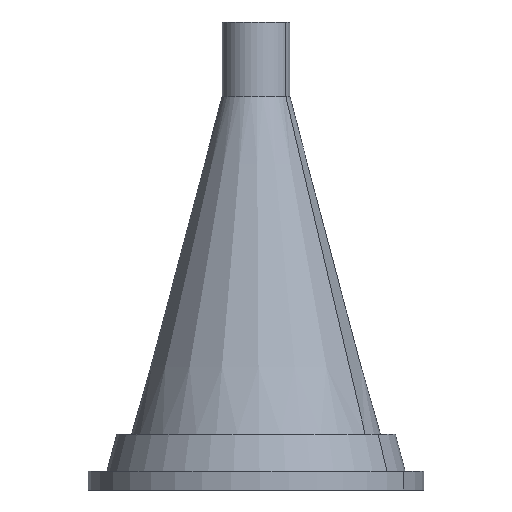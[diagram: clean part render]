
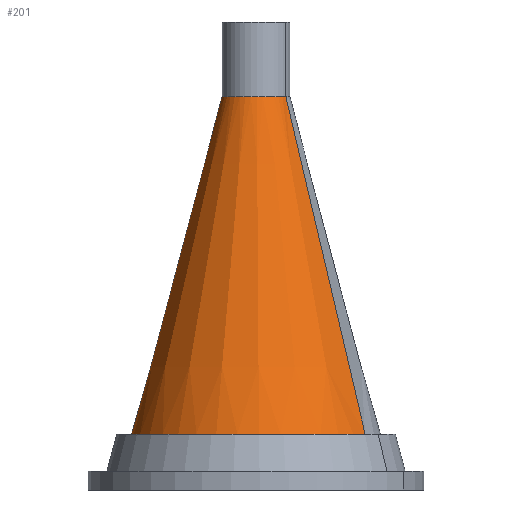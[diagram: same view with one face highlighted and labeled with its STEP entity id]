
A CAD part, left-side view. The second image highlights one B-rep face of the part: STEP entity #201.
In plain terms, the highlighted conical face has half-angle 15 degrees and reference radius 5.779 mm.
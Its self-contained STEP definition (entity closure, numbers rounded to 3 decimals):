
#145=CARTESIAN_POINT('Axis2P3D Location',(0.,0.,63.749)) ;
#154=CARTESIAN_POINT('Vertex',(10.144,18.568,6.35)) ;
#156=CARTESIAN_POINT('Vertex',(-10.144,-18.568,6.35)) ;
#159=CARTESIAN_POINT('Line Origine',(6.457,11.82,35.05)) ;
#163=CARTESIAN_POINT('Vertex',(2.77,5.071,63.749)) ;
#170=CARTESIAN_POINT('Vertex',(-2.77,-5.071,63.749)) ;
#173=CARTESIAN_POINT('Line Origine',(-6.457,-11.82,35.05)) ;
#185=CARTESIAN_POINT('Axis2P3D Location',(0.,0.,6.35)) ;
#190=CARTESIAN_POINT('Axis2P3D Location',(0.,0.,63.749)) ;
#161=VECTOR('Line Direction',#160,1.) ;
#175=VECTOR('Line Direction',#174,1.) ;
#146=DIRECTION('Axis2P3D Direction',(0.,0.,-1.)) ;
#147=DIRECTION('Axis2P3D XDirection',(0.479,0.878,0.)) ;
#160=DIRECTION('Vector Direction',(0.124,0.227,-0.966)) ;
#174=DIRECTION('Vector Direction',(-0.124,-0.227,-0.966)) ;
#186=DIRECTION('Axis2P3D Direction',(0.,0.,-1.)) ;
#191=DIRECTION('Axis2P3D Direction',(0.,0.,-1.)) ;
#148=AXIS2_PLACEMENT_3D('Cone Axis2P3D',#145,#146,#147) ;
#187=AXIS2_PLACEMENT_3D('Circle Axis2P3D',#185,#186,$) ;
#192=AXIS2_PLACEMENT_3D('Circle Axis2P3D',#190,#191,$) ;
#162=LINE('Line',#159,#161) ;
#176=LINE('Line',#173,#175) ;
#188=CIRCLE('generated circle',#187,21.159) ;
#193=CIRCLE('generated circle',#192,5.779) ;
#149=CONICAL_SURFACE('Cone',#148,5.779,0.262) ;
#165=EDGE_CURVE('',#155,#164,#162,.F.) ;
#177=EDGE_CURVE('',#157,#171,#176,.F.) ;
#189=EDGE_CURVE('',#157,#155,#188,.T.) ;
#194=EDGE_CURVE('',#171,#164,#193,.T.) ;
#196=ORIENTED_EDGE('',*,*,#189,.F.) ;
#197=ORIENTED_EDGE('',*,*,#177,.T.) ;
#198=ORIENTED_EDGE('',*,*,#194,.T.) ;
#199=ORIENTED_EDGE('',*,*,#165,.F.) ;
#195=EDGE_LOOP('',(#196,#197,#198,#199)) ;
#155=VERTEX_POINT('',#154) ;
#157=VERTEX_POINT('',#156) ;
#164=VERTEX_POINT('',#163) ;
#171=VERTEX_POINT('',#170) ;
#201=ADVANCED_FACE('PartBody',(#200),#149,.T.) ;
#200=FACE_OUTER_BOUND('',#195,.T.) ;
